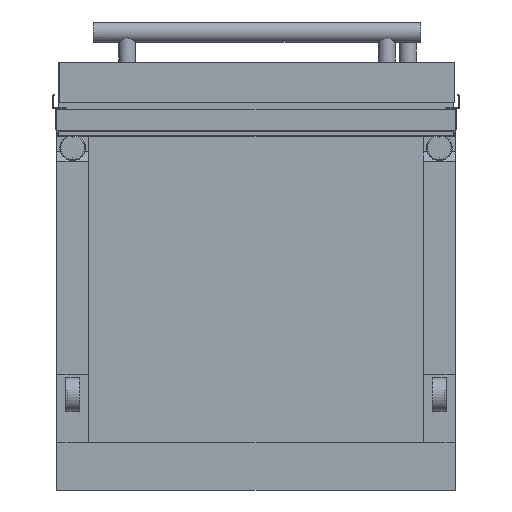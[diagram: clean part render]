
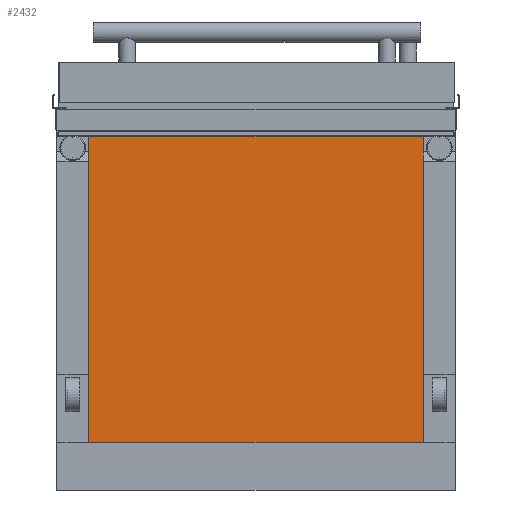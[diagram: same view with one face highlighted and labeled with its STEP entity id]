
A CAD part, front view. The second image highlights one B-rep face of the part: STEP entity #2432.
In plain terms, the highlighted planar face has unit normal (0, -1, 0).
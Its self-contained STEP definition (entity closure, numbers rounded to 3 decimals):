
#317 = EDGE_CURVE ( 'NONE', #11801, #1621, #10488, .T. ) ;
#426 = LINE ( 'NONE', #8636, #5931 ) ;
#866 = DIRECTION ( 'NONE',  ( 0., 0., 1. ) ) ;
#1166 = DIRECTION ( 'NONE',  ( 0., 0., 1. ) ) ;
#1621 = VERTEX_POINT ( 'NONE', #14627 ) ;
#2077 = FACE_OUTER_BOUND ( 'NONE', #11831, .T. ) ;
#2432 = ADVANCED_FACE ( 'NONE', ( #2077 ), #14158, .F. ) ;
#2960 = VECTOR ( 'NONE', #11873, 1000. ) ;
#3054 = EDGE_CURVE ( 'NONE', #14536, #6822, #426, .T. ) ;
#3213 = CARTESIAN_POINT ( 'NONE',  ( 246., -928.35, 240. ) ) ;
#3825 = CARTESIAN_POINT ( 'NONE',  ( 246., -928.35, -280. ) ) ;
#4702 = AXIS2_PLACEMENT_3D ( 'NONE', #3825, #6434, #1166 ) ;
#4866 = CARTESIAN_POINT ( 'NONE',  ( 246., -928.35, -210.4 ) ) ;
#5931 = VECTOR ( 'NONE', #866, 1000. ) ;
#6428 = VECTOR ( 'NONE', #10978, 1000. ) ;
#6434 = DIRECTION ( 'NONE',  ( 0., 1., 0. ) ) ;
#6817 = LINE ( 'NONE', #3213, #6428 ) ;
#6822 = VERTEX_POINT ( 'NONE', #11827 ) ;
#6943 = ORIENTED_EDGE ( 'NONE', *, *, #12649, .T. ) ;
#7010 = LINE ( 'NONE', #15593, #2960 ) ;
#8636 = CARTESIAN_POINT ( 'NONE',  ( 246., -928.35, -280. ) ) ;
#9023 = EDGE_CURVE ( 'NONE', #1621, #6822, #6817, .T. ) ;
#9537 = DIRECTION ( 'NONE',  ( 0., 0., 1. ) ) ;
#10488 = LINE ( 'NONE', #14671, #16727 ) ;
#10978 = DIRECTION ( 'NONE',  ( 1., 0., 0. ) ) ;
#11801 = VERTEX_POINT ( 'NONE', #14515 ) ;
#11827 = CARTESIAN_POINT ( 'NONE',  ( 246., -928.35, 240. ) ) ;
#11831 = EDGE_LOOP ( 'NONE', ( #14445, #6943, #15246, #14537 ) ) ;
#11873 = DIRECTION ( 'NONE',  ( 1., 0., 0. ) ) ;
#12649 = EDGE_CURVE ( 'NONE', #11801, #14536, #7010, .T. ) ;
#14158 = PLANE ( 'NONE',  #4702 ) ;
#14445 = ORIENTED_EDGE ( 'NONE', *, *, #317, .F. ) ;
#14515 = CARTESIAN_POINT ( 'NONE',  ( -246., -928.35, -210.4 ) ) ;
#14536 = VERTEX_POINT ( 'NONE', #4866 ) ;
#14537 = ORIENTED_EDGE ( 'NONE', *, *, #9023, .F. ) ;
#14627 = CARTESIAN_POINT ( 'NONE',  ( -246., -928.35, 240. ) ) ;
#14671 = CARTESIAN_POINT ( 'NONE',  ( -246., -928.35, -280. ) ) ;
#15246 = ORIENTED_EDGE ( 'NONE', *, *, #3054, .T. ) ;
#15593 = CARTESIAN_POINT ( 'NONE',  ( 293., -928.35, -210.4 ) ) ;
#16727 = VECTOR ( 'NONE', #9537, 1000. ) ;
